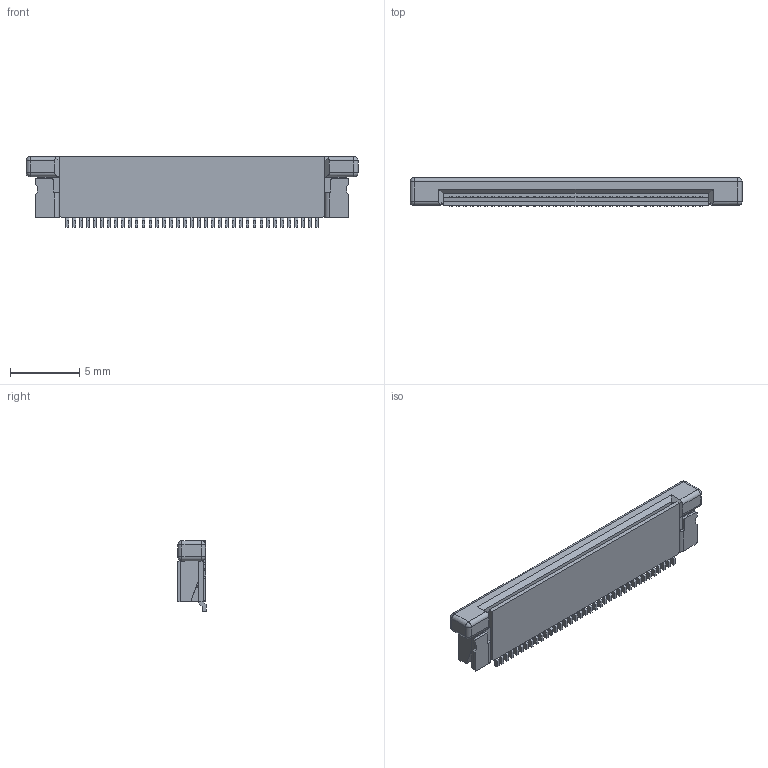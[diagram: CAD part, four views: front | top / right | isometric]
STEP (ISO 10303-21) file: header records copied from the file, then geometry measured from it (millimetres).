
FILE_DESCRIPTION((''),'2;1');
FILE_NAME('C-3-1734592-7','2013-12-27T',('workeradm'),('Tyco Electronics Ltd.'),'PRO/ENGINEER BY PARAMETRIC TECHNOLOGY CORPORATION, 2013050','PRO/ENGINEER BY PARAMETRIC TECHNOLOGY CORPORATION, 2013050','');
FILE_SCHEMA(('AUTOMOTIVE_DESIGN { 1 0 10303 214 1 1 1 1 }'));
Length unit declared in the file: millimetre
Products named in the file (1): C-3-1734592-7
Bounding box: 23.93 x 2.05 x 5.11 mm (x, y, z)
Volume: 171.8 mm3; surface area: 527.8 mm2
Topology: 1 solids, 1 shells, 608 faces, 1685 edges, 1106 vertices
Faces by surface type: plane 533, cylinder 67, sphere 8
Entity records: 19275 total; most frequent: CARTESIAN_POINT 3421, ORIENTED_EDGE 3370, DIRECTION 3029, EDGE_CURVE 1685, VECTOR 1545, LINE 1545, VERTEX_POINT 1106, AXIS2_PLACEMENT_3D 742
